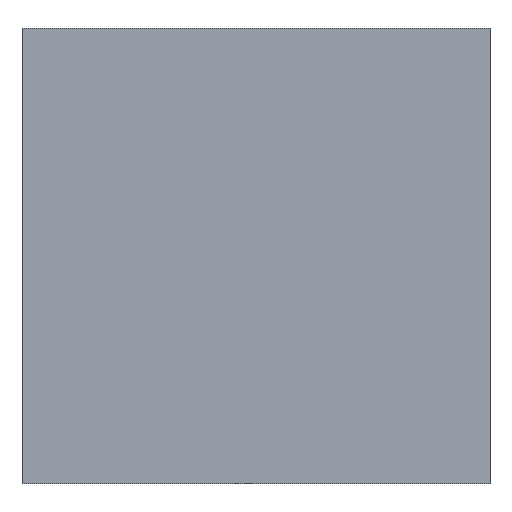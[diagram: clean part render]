
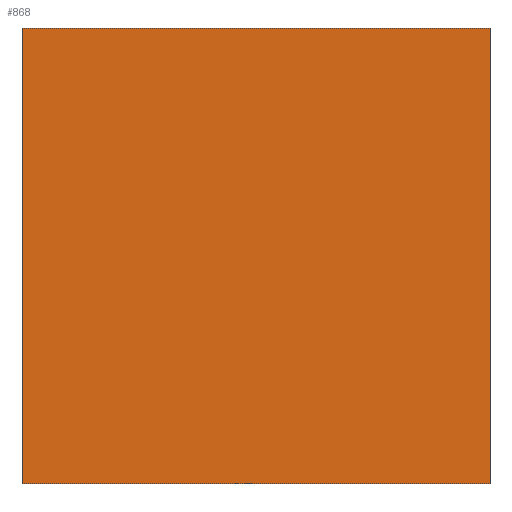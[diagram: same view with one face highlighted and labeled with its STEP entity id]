
A CAD part, left-side view. The second image highlights one B-rep face of the part: STEP entity #868.
In plain terms, the highlighted planar face has unit normal (-1, 0, 0).
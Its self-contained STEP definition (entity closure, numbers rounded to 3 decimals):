
#15 = EDGE_LOOP ( 'NONE', ( #1236, #1139, #371, #1156 ) ) ;
#46 = CARTESIAN_POINT ( 'NONE',  ( -5., -5., 73. ) ) ;
#54 = CARTESIAN_POINT ( 'NONE',  ( -5., -5., 0. ) ) ;
#73 = LINE ( 'NONE', #1115, #440 ) ;
#140 = VECTOR ( 'NONE', #257, 1000. ) ;
#149 = EDGE_CURVE ( 'NONE', #948, #665, #825, .T. ) ;
#175 = DIRECTION ( 'NONE',  ( 0., -1., 0. ) ) ;
#232 = CARTESIAN_POINT ( 'NONE',  ( -5., 0., 70. ) ) ;
#257 = DIRECTION ( 'NONE',  ( 0., 0., -1. ) ) ;
#263 = EDGE_CURVE ( 'NONE', #679, #948, #1208, .T. ) ;
#371 = ORIENTED_EDGE ( 'NONE', *, *, #263, .F. ) ;
#384 = EDGE_CURVE ( 'NONE', #679, #1033, #73, .T. ) ;
#421 = FACE_OUTER_BOUND ( 'NONE', #15, .T. ) ;
#440 = VECTOR ( 'NONE', #747, 1000. ) ;
#441 = EDGE_CURVE ( 'NONE', #1033, #665, #1224, .T. ) ;
#522 = DIRECTION ( 'NONE',  ( 0., -1., 0. ) ) ;
#529 = PLANE ( 'NONE',  #605 ) ;
#605 = AXIS2_PLACEMENT_3D ( 'NONE', #232, #1193, #1200 ) ;
#654 = CARTESIAN_POINT ( 'NONE',  ( -5., 0., 0. ) ) ;
#665 = VERTEX_POINT ( 'NONE', #873 ) ;
#679 = VERTEX_POINT ( 'NONE', #880 ) ;
#727 = VECTOR ( 'NONE', #522, 1000. ) ;
#747 = DIRECTION ( 'NONE',  ( 0., 0., -1. ) ) ;
#825 = LINE ( 'NONE', #54, #140 ) ;
#868 = ADVANCED_FACE ( 'NONE', ( #421 ), #529, .F. ) ;
#873 = CARTESIAN_POINT ( 'NONE',  ( -5., -5., 0. ) ) ;
#880 = CARTESIAN_POINT ( 'NONE',  ( -5., 70., 73. ) ) ;
#920 = CARTESIAN_POINT ( 'NONE',  ( -5., 0., 73. ) ) ;
#929 = CARTESIAN_POINT ( 'NONE',  ( -5., 70., 0. ) ) ;
#932 = VECTOR ( 'NONE', #175, 1000. ) ;
#948 = VERTEX_POINT ( 'NONE', #46 ) ;
#1033 = VERTEX_POINT ( 'NONE', #929 ) ;
#1115 = CARTESIAN_POINT ( 'NONE',  ( -5., 70., 70. ) ) ;
#1139 = ORIENTED_EDGE ( 'NONE', *, *, #149, .F. ) ;
#1156 = ORIENTED_EDGE ( 'NONE', *, *, #384, .T. ) ;
#1193 = DIRECTION ( 'NONE',  ( 1., 0., 0. ) ) ;
#1200 = DIRECTION ( 'NONE',  ( 0., 0., -1. ) ) ;
#1208 = LINE ( 'NONE', #920, #727 ) ;
#1224 = LINE ( 'NONE', #654, #932 ) ;
#1236 = ORIENTED_EDGE ( 'NONE', *, *, #441, .T. ) ;
